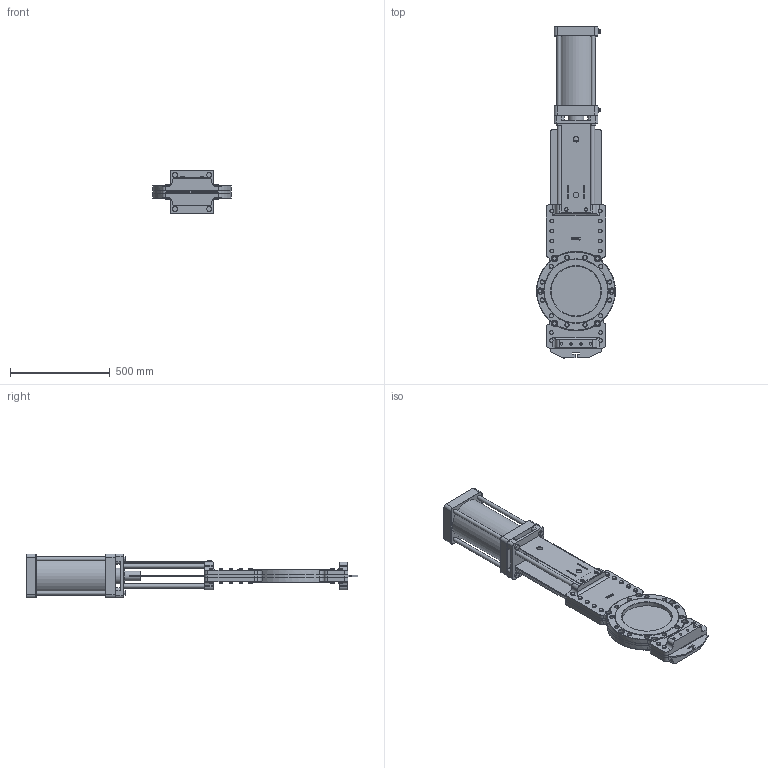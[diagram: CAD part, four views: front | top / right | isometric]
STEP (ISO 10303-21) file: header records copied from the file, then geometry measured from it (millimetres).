
FILE_DESCRIPTION(/* description */ (''),/* implementation_level */ '2;1');
FILE_NAME(/* name */ 'DN250_3D_STEP.stp',/* time_stamp */ '2025-04-21T01:01:35+03:00',/* author */ ('igorr'),/* organization */ (''),/* preprocessor_version */ 'ST-DEVELOPER v20',/* originating_system */ 'Autodesk Inventor 2025',/* authorisation */ '');
FILE_SCHEMA (('AUTOMOTIVE_DESIGN { 1 0 10303 214 3 1 1 }'));
Length unit declared in the file: millimetre
Products named in the file (6): Сборка; Деталь; SC 125x145; AS 1110 - M16 x 25; AS 1110 - M10 x 16; AS 1110 - M12 x 20
Assembly tree (48 placements, depth 2):
  Сборка
    Деталь
    SC 125x145
    AS 1110 - M16 x 25  x4
    AS 1110 - M10 x 16  x2
    AS 1110 - M12 x 20  x40
Bounding box: 394.94 x 1662 x 220 mm (x, y, z)
Volume: 32602247.5 mm3; surface area: 2871564.9 mm2
Topology: 48 solids, 48 shells, 1766 faces, 3921 edges, 2400 vertices
Faces by surface type: plane 952, cone 352, cylinder 347, torus 60, bspline 55
Full cylindrical faces by diameter (mm): 7.426 x2, 10 x4, 12 x52, 14.593 x2, 16 x52, 18 x44, 19.114 x2, 20 x32, 22 x4, 24 x4, 25 x2, 27.951 x2, 30 x12, 50 x1, 80 x1, 115.43 x2, 200 x1, 250 x2, 319 x2
Entity records: 24380 total; most frequent: CARTESIAN_POINT 5976, DIRECTION 3780, ORIENTED_EDGE 3456, EDGE_CURVE 1728, AXIS2_PLACEMENT_3D 1499, VERTEX_POINT 1110, EDGE_LOOP 900, LINE 782
